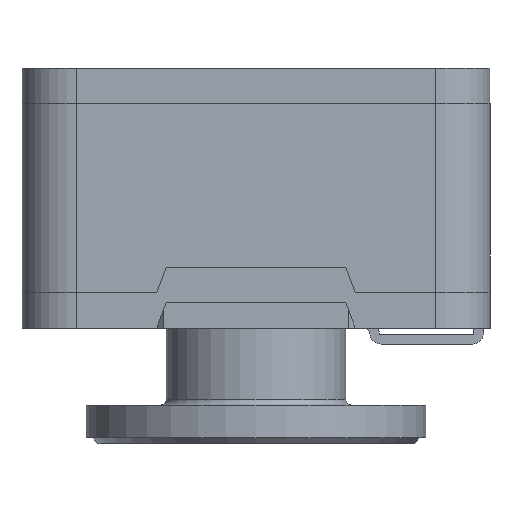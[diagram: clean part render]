
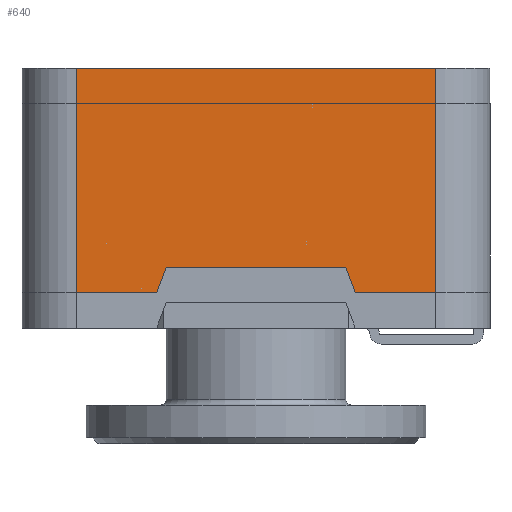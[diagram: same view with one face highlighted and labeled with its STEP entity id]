
A CAD part, left-side view. The second image highlights one B-rep face of the part: STEP entity #640.
In plain terms, the highlighted planar face has unit normal (-1, 0, 0).
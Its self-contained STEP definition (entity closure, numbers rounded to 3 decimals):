
#640 = ADVANCED_FACE( '', ( #1412 ), #1413, .F. );
#1412 = FACE_OUTER_BOUND( '', #2329, .T. );
#1413 = PLANE( '', #2330 );
#2329 = EDGE_LOOP( '', ( #4268, #4269, #4270, #4271, #4272, #4273, #4274, #4275 ) );
#2330 = AXIS2_PLACEMENT_3D( '', #4276, #4277, #4278 );
#4268 = ORIENTED_EDGE( '', *, *, #6209, .F. );
#4269 = ORIENTED_EDGE( '', *, *, #6276, .T. );
#4270 = ORIENTED_EDGE( '', *, *, #5816, .T. );
#4271 = ORIENTED_EDGE( '', *, *, #5661, .F. );
#4272 = ORIENTED_EDGE( '', *, *, #6134, .T. );
#4273 = ORIENTED_EDGE( '', *, *, #6059, .T. );
#4274 = ORIENTED_EDGE( '', *, *, #6176, .F. );
#4275 = ORIENTED_EDGE( '', *, *, #6077, .F. );
#4276 = CARTESIAN_POINT( '', ( -3.65, 3.65, 3.5 ) );
#4277 = DIRECTION( '', ( 1., 0., 0. ) );
#4278 = DIRECTION( '', ( 0., 0., -1. ) );
#5661 = EDGE_CURVE( '', #6827, #6829, #6830, .T. );
#5816 = EDGE_CURVE( '', #7093, #6829, #7094, .F. );
#6059 = EDGE_CURVE( '', #7476, #7474, #7477, .T. );
#6077 = EDGE_CURVE( '', #7501, #7503, #7504, .T. );
#6134 = EDGE_CURVE( '', #6827, #7476, #7588, .T. );
#6176 = EDGE_CURVE( '', #7503, #7474, #7645, .T. );
#6209 = EDGE_CURVE( '', #7689, #7501, #7691, .T. );
#6276 = EDGE_CURVE( '', #7689, #7093, #7780, .T. );
#6827 = VERTEX_POINT( '', #8509 );
#6829 = VERTEX_POINT( '', #8511 );
#6830 = LINE( '', #8512, #8513 );
#7093 = VERTEX_POINT( '', #8950 );
#7094 = LINE( '', #8951, #8952 );
#7474 = VERTEX_POINT( '', #9612 );
#7476 = VERTEX_POINT( '', #9615 );
#7477 = LINE( '', #9616, #9617 );
#7501 = VERTEX_POINT( '', #9649 );
#7503 = VERTEX_POINT( '', #9652 );
#7504 = LINE( '', #9653, #9654 );
#7588 = LINE( '', #9789, #9790 );
#7645 = LINE( '', #9881, #9882 );
#7689 = VERTEX_POINT( '', #9961 );
#7691 = LINE( '', #9964, #9965 );
#7780 = LINE( '', #10107, #10108 );
#8509 = CARTESIAN_POINT( '', ( -3.65, 2.8, 3.5 ) );
#8511 = CARTESIAN_POINT( '', ( -3.65, -2.8, 3.5 ) );
#8512 = CARTESIAN_POINT( '', ( -3.65, 3.65, 3.5 ) );
#8513 = VECTOR( '', #10771, 1000. );
#8950 = CARTESIAN_POINT( '', ( -3.65, -2.8, 0. ) );
#8951 = CARTESIAN_POINT( '', ( -3.65, -2.8, 3.5 ) );
#8952 = VECTOR( '', #10902, 1000. );
#9612 = CARTESIAN_POINT( '', ( -3.65, 1.55, 0. ) );
#9615 = CARTESIAN_POINT( '', ( -3.65, 2.8, 0. ) );
#9616 = CARTESIAN_POINT( '', ( -3.65, 3.65, 0. ) );
#9617 = VECTOR( '', #11085, 1000. );
#9649 = CARTESIAN_POINT( '', ( -3.65, -1.4, 0.4 ) );
#9652 = CARTESIAN_POINT( '', ( -3.65, 1.4, 0.4 ) );
#9653 = CARTESIAN_POINT( '', ( -3.65, 3.65, 0.4 ) );
#9654 = VECTOR( '', #11110, 1000. );
#9789 = CARTESIAN_POINT( '', ( -3.65, 2.8, 3.5 ) );
#9790 = VECTOR( '', #11167, 1000. );
#9881 = CARTESIAN_POINT( '', ( -3.65, 0.658, 2.378 ) );
#9882 = VECTOR( '', #11186, 1000. );
#9961 = CARTESIAN_POINT( '', ( -3.65, -1.55, 0. ) );
#9964 = CARTESIAN_POINT( '', ( -3.65, 0.242, 4.778 ) );
#9965 = VECTOR( '', #11213, 1000. );
#10107 = CARTESIAN_POINT( '', ( -3.65, 3.65, 0. ) );
#10108 = VECTOR( '', #11270, 1000. );
#10771 = DIRECTION( '', ( 0., -1., 0. ) );
#10902 = DIRECTION( '', ( 0., 0., -1. ) );
#11085 = DIRECTION( '', ( 0., -1., 0. ) );
#11110 = DIRECTION( '', ( 0., 1., 0. ) );
#11167 = DIRECTION( '', ( 0., 0., -1. ) );
#11186 = DIRECTION( '', ( 0., 0.351, -0.936 ) );
#11213 = DIRECTION( '', ( 0., 0.351, 0.936 ) );
#11270 = DIRECTION( '', ( 0., -1., 0. ) );
